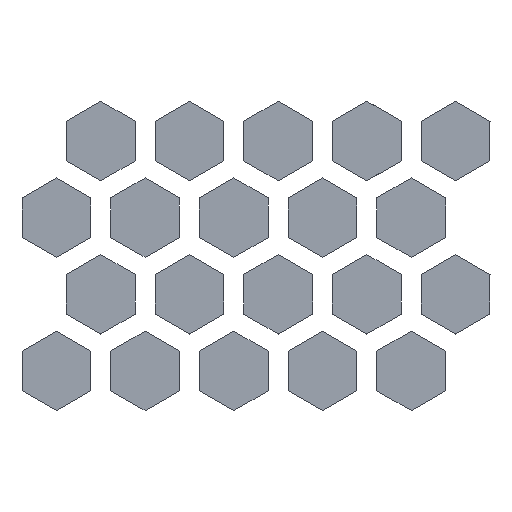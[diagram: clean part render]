
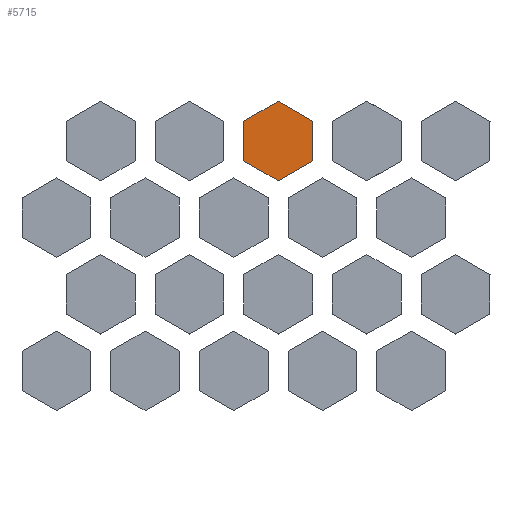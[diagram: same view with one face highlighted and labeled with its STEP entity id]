
A CAD part, left-side view. The second image highlights one B-rep face of the part: STEP entity #5715.
In plain terms, the highlighted planar face has unit normal (-1, 0, 0).
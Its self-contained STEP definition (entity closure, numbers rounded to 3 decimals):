
#129=FACE_OUTER_BOUND('',#444,.T.);
#444=EDGE_LOOP('',(#4065,#4066,#4067,#4068,#4069,#4070,#4071,#4072,#4073,
#4074,#4075,#4076,#4077));
#841=LINE('',#8080,#1660);
#845=LINE('',#8088,#1664);
#848=LINE('',#8094,#1667);
#851=LINE('',#8100,#1670);
#854=LINE('',#8106,#1673);
#857=LINE('',#8112,#1676);
#860=LINE('',#8118,#1679);
#863=LINE('',#8124,#1682);
#866=LINE('',#8130,#1685);
#869=LINE('',#8136,#1688);
#872=LINE('',#8142,#1691);
#875=LINE('',#8148,#1694);
#878=LINE('',#8153,#1697);
#1660=VECTOR('',#6585,10.);
#1664=VECTOR('',#6591,10.);
#1667=VECTOR('',#6596,10.);
#1670=VECTOR('',#6601,10.);
#1673=VECTOR('',#6606,10.);
#1676=VECTOR('',#6611,10.);
#1679=VECTOR('',#6616,10.);
#1682=VECTOR('',#6621,10.);
#1685=VECTOR('',#6626,10.);
#1688=VECTOR('',#6631,10.);
#1691=VECTOR('',#6636,10.);
#1694=VECTOR('',#6641,10.);
#1697=VECTOR('',#6646,10.);
#2427=VERTEX_POINT('',#8078);
#2428=VERTEX_POINT('',#8079);
#2431=VERTEX_POINT('',#8087);
#2433=VERTEX_POINT('',#8093);
#2435=VERTEX_POINT('',#8099);
#2437=VERTEX_POINT('',#8105);
#2439=VERTEX_POINT('',#8111);
#2441=VERTEX_POINT('',#8117);
#2443=VERTEX_POINT('',#8123);
#2445=VERTEX_POINT('',#8129);
#2447=VERTEX_POINT('',#8135);
#2449=VERTEX_POINT('',#8141);
#2451=VERTEX_POINT('',#8147);
#3025=EDGE_CURVE('',#2427,#2428,#841,.T.);
#3029=EDGE_CURVE('',#2428,#2431,#845,.T.);
#3032=EDGE_CURVE('',#2431,#2433,#848,.T.);
#3035=EDGE_CURVE('',#2433,#2435,#851,.T.);
#3038=EDGE_CURVE('',#2435,#2437,#854,.T.);
#3041=EDGE_CURVE('',#2437,#2439,#857,.T.);
#3044=EDGE_CURVE('',#2439,#2441,#860,.T.);
#3047=EDGE_CURVE('',#2441,#2443,#863,.T.);
#3050=EDGE_CURVE('',#2445,#2443,#866,.T.);
#3053=EDGE_CURVE('',#2445,#2447,#869,.T.);
#3056=EDGE_CURVE('',#2447,#2449,#872,.T.);
#3059=EDGE_CURVE('',#2449,#2451,#875,.T.);
#3062=EDGE_CURVE('',#2427,#2451,#878,.T.);
#4065=ORIENTED_EDGE('',*,*,#3062,.F.);
#4066=ORIENTED_EDGE('',*,*,#3025,.T.);
#4067=ORIENTED_EDGE('',*,*,#3029,.T.);
#4068=ORIENTED_EDGE('',*,*,#3032,.T.);
#4069=ORIENTED_EDGE('',*,*,#3035,.T.);
#4070=ORIENTED_EDGE('',*,*,#3038,.T.);
#4071=ORIENTED_EDGE('',*,*,#3041,.T.);
#4072=ORIENTED_EDGE('',*,*,#3044,.T.);
#4073=ORIENTED_EDGE('',*,*,#3047,.T.);
#4074=ORIENTED_EDGE('',*,*,#3050,.F.);
#4075=ORIENTED_EDGE('',*,*,#3053,.T.);
#4076=ORIENTED_EDGE('',*,*,#3056,.T.);
#4077=ORIENTED_EDGE('',*,*,#3059,.T.);
#5400=PLANE('',#6064);
#5715=ADVANCED_FACE('',(#129),#5400,.F.);
#6064=AXIS2_PLACEMENT_3D('',#8156,#6650,#6651);
#6585=DIRECTION('',(0.,-0.5,0.866));
#6591=DIRECTION('',(0.,0.866,0.5));
#6596=DIRECTION('',(0.,0.5,-0.866));
#6601=DIRECTION('',(0.,0.5,0.866));
#6606=DIRECTION('',(0.,0.866,-0.5));
#6611=DIRECTION('',(0.,-0.5,-0.866));
#6616=DIRECTION('',(0.,0.,-1.));
#6621=DIRECTION('',(0.,-1.,0.));
#6626=DIRECTION('',(0.,0.866,0.5));
#6631=DIRECTION('',(0.,-0.5,-0.866));
#6636=DIRECTION('',(0.,-0.866,0.5));
#6641=DIRECTION('',(0.,0.5,0.866));
#6646=DIRECTION('',(0.,0.,-1.));
#6650=DIRECTION('center_axis',(1.,0.,0.));
#6651=DIRECTION('ref_axis',(0.,1.,0.));
#8078=CARTESIAN_POINT('',(0.,25.233,21.627));
#8079=CARTESIAN_POINT('',(0.,25.222,21.647));
#8080=CARTESIAN_POINT('',(0.,28.722,15.584));
#8087=CARTESIAN_POINT('',(0.,31.284,25.147));
#8088=CARTESIAN_POINT('',(0.,25.222,21.647));
#8093=CARTESIAN_POINT('',(0.,31.286,25.142));
#8094=CARTESIAN_POINT('',(0.,31.284,25.147));
#8099=CARTESIAN_POINT('',(0.,31.289,25.147));
#8100=CARTESIAN_POINT('',(0.,27.789,19.085));
#8105=CARTESIAN_POINT('',(0.,37.351,21.647));
#8106=CARTESIAN_POINT('',(0.,31.289,25.147));
#8111=CARTESIAN_POINT('',(0.,37.349,21.643));
#8112=CARTESIAN_POINT('',(0.,37.351,21.647));
#8117=CARTESIAN_POINT('',(0.,37.349,14.644));
#8118=CARTESIAN_POINT('',(0.,37.349,21.644));
#8123=CARTESIAN_POINT('',(0.,37.34,14.644));
#8124=CARTESIAN_POINT('',(0.,37.349,14.644));
#8129=CARTESIAN_POINT('',(0.,31.306,11.16));
#8130=CARTESIAN_POINT('',(0.,31.284,11.147));
#8135=CARTESIAN_POINT('',(0.,31.292,11.136));
#8136=CARTESIAN_POINT('',(0.,34.792,17.199));
#8141=CARTESIAN_POINT('',(0.,25.23,14.636));
#8142=CARTESIAN_POINT('',(0.,31.292,11.136));
#8147=CARTESIAN_POINT('',(0.,25.233,14.641));
#8148=CARTESIAN_POINT('',(0.,25.23,14.636));
#8153=CARTESIAN_POINT('',(0.,25.233,21.64));
#8156=CARTESIAN_POINT('Origin',(0.,31.286,
18.142));
